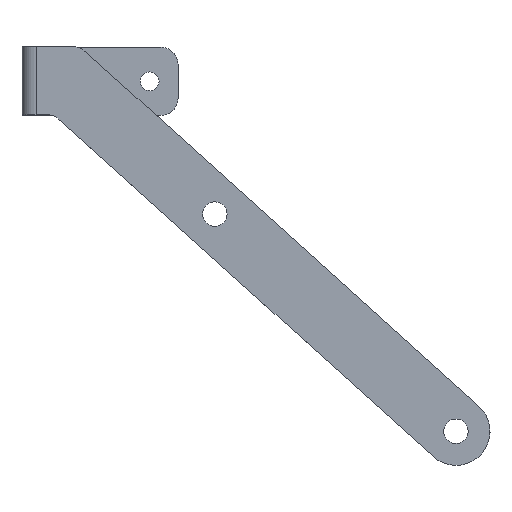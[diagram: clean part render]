
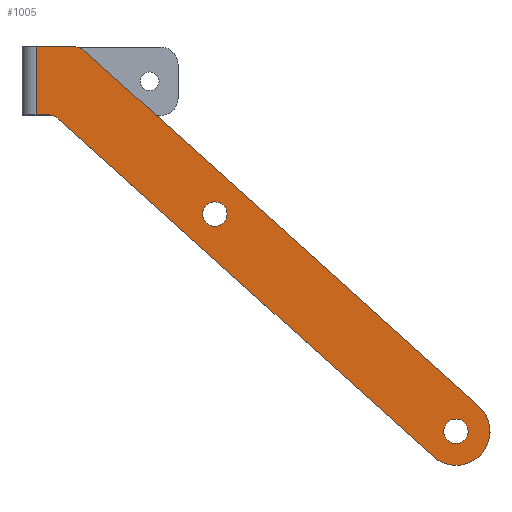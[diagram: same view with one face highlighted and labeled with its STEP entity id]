
A CAD part, top view. The second image highlights one B-rep face of the part: STEP entity #1005.
In plain terms, the highlighted planar face has unit normal (0, 0, 1).
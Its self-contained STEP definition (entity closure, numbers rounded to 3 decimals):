
#8 = ORIENTED_EDGE ( 'NONE', *, *, #1000, .T. ) ;
#30 = VECTOR ( 'NONE', #867, 1000. ) ;
#56 = DIRECTION ( 'NONE',  ( -1., 0., 0. ) ) ;
#65 = ORIENTED_EDGE ( 'NONE', *, *, #220, .T. ) ;
#70 = EDGE_CURVE ( 'NONE', #606, #1122, #1063, .T. ) ;
#73 = DIRECTION ( 'NONE',  ( 0., 0., 1. ) ) ;
#79 = VERTEX_POINT ( 'NONE', #1052 ) ;
#88 = CIRCLE ( 'NONE', #280, 6. ) ;
#89 = VECTOR ( 'NONE', #811, 1000. ) ;
#96 = EDGE_CURVE ( 'NONE', #1135, #155, #722, .T. ) ;
#107 = CARTESIAN_POINT ( 'NONE',  ( 33.65, -17.5, 62.5 ) ) ;
#108 = VERTEX_POINT ( 'NONE', #599 ) ;
#114 = LINE ( 'NONE', #369, #959 ) ;
#129 = DIRECTION ( 'NONE',  ( -1., 0., 0. ) ) ;
#138 = AXIS2_PLACEMENT_3D ( 'NONE', #702, #73, #169 ) ;
#155 = VERTEX_POINT ( 'NONE', #694 ) ;
#169 = DIRECTION ( 'NONE',  ( -1., 0., 0. ) ) ;
#174 = CARTESIAN_POINT ( 'NONE',  ( 78.457, -59.816, 62.5 ) ) ;
#177 = VERTEX_POINT ( 'NONE', #1139 ) ;
#194 = EDGE_CURVE ( 'NONE', #775, #206, #698, .T. ) ;
#206 = VERTEX_POINT ( 'NONE', #1162 ) ;
#209 = CARTESIAN_POINT ( 'NONE',  ( 8.584, 11.229, 62.5 ) ) ;
#220 = EDGE_CURVE ( 'NONE', #177, #775, #304, .T. ) ;
#243 = AXIS2_PLACEMENT_3D ( 'NONE', #442, #612, #339 ) ;
#244 = DIRECTION ( 'NONE',  ( 1., 0., 0. ) ) ;
#245 = AXIS2_PLACEMENT_3D ( 'NONE', #527, #1156, #354 ) ;
#251 = VERTEX_POINT ( 'NONE', #352 ) ;
#255 = EDGE_CURVE ( 'NONE', #992, #691, #783, .T. ) ;
#278 = ORIENTED_EDGE ( 'NONE', *, *, #432, .T. ) ;
#280 = AXIS2_PLACEMENT_3D ( 'NONE', #817, #547, #999 ) ;
#282 = CARTESIAN_POINT ( 'NONE',  ( 71.85, -55.8, 62.5 ) ) ;
#287 = CARTESIAN_POINT ( 'NONE',  ( 0., 0., 62.5 ) ) ;
#291 = EDGE_CURVE ( 'NONE', #692, #177, #752, .T. ) ;
#300 = LINE ( 'NONE', #1030, #30 ) ;
#304 = LINE ( 'NONE', #1153, #884 ) ;
#334 = LINE ( 'NONE', #806, #89 ) ;
#339 = DIRECTION ( 'NONE',  ( -1., 0., 0. ) ) ;
#341 = EDGE_CURVE ( 'NONE', #206, #79, #334, .T. ) ;
#352 = CARTESIAN_POINT ( 'NONE',  ( 69.983, -60.257, 62.5 ) ) ;
#354 = DIRECTION ( 'NONE',  ( -1., 0., 0. ) ) ;
#369 = CARTESIAN_POINT ( 'NONE',  ( 0., 12., 62.5 ) ) ;
#395 = AXIS2_PLACEMENT_3D ( 'NONE', #848, #941, #406 ) ;
#406 = DIRECTION ( 'NONE',  ( -1., 0., 0. ) ) ;
#424 = CARTESIAN_POINT ( 'NONE',  ( 0., 0., 62.5 ) ) ;
#432 = EDGE_CURVE ( 'NONE', #155, #108, #873, .T. ) ;
#442 = CARTESIAN_POINT ( 'NONE',  ( 74., -55.8, 62.5 ) ) ;
#463 = DIRECTION ( 'NONE',  ( -1., 0., 0. ) ) ;
#464 = DIRECTION ( 'NONE',  ( -1., 0., 0. ) ) ;
#497 = CARTESIAN_POINT ( 'NONE',  ( 74., -55.8, 62.5 ) ) ;
#522 = DIRECTION ( 'NONE',  ( -0.743, 0.669, 0. ) ) ;
#527 = CARTESIAN_POINT ( 'NONE',  ( 74., -55.8, 62.5 ) ) ;
#547 = DIRECTION ( 'NONE',  ( 0., 0., 1. ) ) ;
#572 = EDGE_LOOP ( 'NONE', ( #982, #916 ) ) ;
#578 = DIRECTION ( 'NONE',  ( 0., 0., 1. ) ) ;
#584 = EDGE_CURVE ( 'NONE', #108, #251, #300, .T. ) ;
#593 = ORIENTED_EDGE ( 'NONE', *, *, #341, .T. ) ;
#599 = CARTESIAN_POINT ( 'NONE',  ( 3.975, -0.771, 62.5 ) ) ;
#606 = VERTEX_POINT ( 'NONE', #856 ) ;
#612 = DIRECTION ( 'NONE',  ( 0., 0., 1. ) ) ;
#622 = EDGE_CURVE ( 'NONE', #1122, #606, #689, .T. ) ;
#630 = ORIENTED_EDGE ( 'NONE', *, *, #194, .T. ) ;
#653 = CARTESIAN_POINT ( 'NONE',  ( 0., 0., 62.5 ) ) ;
#676 = ORIENTED_EDGE ( 'NONE', *, *, #255, .F. ) ;
#689 = CIRCLE ( 'NONE', #880, 2.15 ) ;
#691 = VERTEX_POINT ( 'NONE', #813 ) ;
#692 = VERTEX_POINT ( 'NONE', #174 ) ;
#694 = CARTESIAN_POINT ( 'NONE',  ( 1.966, 0., 62.5 ) ) ;
#698 = CIRCLE ( 'NONE', #138, 3. ) ;
#702 = CARTESIAN_POINT ( 'NONE',  ( 6.576, 9., 62.5 ) ) ;
#722 = LINE ( 'NONE', #424, #976 ) ;
#733 = DIRECTION ( 'NONE',  ( 0., 1., 0. ) ) ;
#737 = ORIENTED_EDGE ( 'NONE', *, *, #584, .T. ) ;
#741 = DIRECTION ( 'NONE',  ( 0., 0., -1. ) ) ;
#752 = CIRCLE ( 'NONE', #245, 6. ) ;
#775 = VERTEX_POINT ( 'NONE', #209 ) ;
#776 = ORIENTED_EDGE ( 'NONE', *, *, #898, .F. ) ;
#783 = CIRCLE ( 'NONE', #243, 2.15 ) ;
#787 = ORIENTED_EDGE ( 'NONE', *, *, #291, .T. ) ;
#806 = CARTESIAN_POINT ( 'NONE',  ( 0., 12., 62.5 ) ) ;
#811 = DIRECTION ( 'NONE',  ( -1., 0., 0. ) ) ;
#813 = CARTESIAN_POINT ( 'NONE',  ( 76.15, -55.8, 62.5 ) ) ;
#817 = CARTESIAN_POINT ( 'NONE',  ( 74., -55.8, 62.5 ) ) ;
#836 = FACE_BOUND ( 'NONE', #1080, .T. ) ;
#848 = CARTESIAN_POINT ( 'NONE',  ( 31.5, -17.5, 62.5 ) ) ;
#856 = CARTESIAN_POINT ( 'NONE',  ( 29.35, -17.5, 62.5 ) ) ;
#867 = DIRECTION ( 'NONE',  ( 0.743, -0.669, 0. ) ) ;
#873 = CIRCLE ( 'NONE', #973, 3. ) ;
#880 = AXIS2_PLACEMENT_3D ( 'NONE', #1113, #578, #56 ) ;
#884 = VECTOR ( 'NONE', #522, 1000. ) ;
#898 = EDGE_CURVE ( 'NONE', #691, #992, #903, .T. ) ;
#903 = CIRCLE ( 'NONE', #1127, 2.15 ) ;
#915 = FACE_BOUND ( 'NONE', #572, .T. ) ;
#916 = ORIENTED_EDGE ( 'NONE', *, *, #622, .F. ) ;
#941 = DIRECTION ( 'NONE',  ( 0., 0., 1. ) ) ;
#944 = DIRECTION ( 'NONE',  ( 0., 0., 1. ) ) ;
#959 = VECTOR ( 'NONE', #733, 1000. ) ;
#973 = AXIS2_PLACEMENT_3D ( 'NONE', #1096, #1109, #463 ) ;
#976 = VECTOR ( 'NONE', #244, 1000. ) ;
#982 = ORIENTED_EDGE ( 'NONE', *, *, #70, .F. ) ;
#992 = VERTEX_POINT ( 'NONE', #282 ) ;
#999 = DIRECTION ( 'NONE',  ( -1., 0., 0. ) ) ;
#1000 = EDGE_CURVE ( 'NONE', #251, #692, #88, .T. ) ;
#1005 = ADVANCED_FACE ( 'NONE', ( #915, #836, #1142 ), #1088, .F. ) ;
#1030 = CARTESIAN_POINT ( 'NONE',  ( 1.398, 1.551, 62.5 ) ) ;
#1050 = EDGE_CURVE ( 'NONE', #1135, #79, #114, .T. ) ;
#1052 = CARTESIAN_POINT ( 'NONE',  ( 0., 12., 62.5 ) ) ;
#1055 = ORIENTED_EDGE ( 'NONE', *, *, #1050, .F. ) ;
#1063 = CIRCLE ( 'NONE', #395, 2.15 ) ;
#1067 = EDGE_LOOP ( 'NONE', ( #8, #787, #65, #630, #593, #1055, #1069, #278, #737 ) ) ;
#1069 = ORIENTED_EDGE ( 'NONE', *, *, #96, .T. ) ;
#1080 = EDGE_LOOP ( 'NONE', ( #676, #776 ) ) ;
#1088 = PLANE ( 'NONE',  #1149 ) ;
#1096 = CARTESIAN_POINT ( 'NONE',  ( 1.966, -3., 62.5 ) ) ;
#1109 = DIRECTION ( 'NONE',  ( 0., 0., -1. ) ) ;
#1113 = CARTESIAN_POINT ( 'NONE',  ( 31.5, -17.5, 62.5 ) ) ;
#1122 = VERTEX_POINT ( 'NONE', #107 ) ;
#1127 = AXIS2_PLACEMENT_3D ( 'NONE', #497, #944, #129 ) ;
#1135 = VERTEX_POINT ( 'NONE', #287 ) ;
#1139 = CARTESIAN_POINT ( 'NONE',  ( 78.017, -51.343, 62.5 ) ) ;
#1142 = FACE_OUTER_BOUND ( 'NONE', #1067, .T. ) ;
#1149 = AXIS2_PLACEMENT_3D ( 'NONE', #653, #741, #464 ) ;
#1153 = CARTESIAN_POINT ( 'NONE',  ( 9.431, 10.465, 62.5 ) ) ;
#1156 = DIRECTION ( 'NONE',  ( 0., 0., 1. ) ) ;
#1162 = CARTESIAN_POINT ( 'NONE',  ( 6.576, 12., 62.5 ) ) ;
